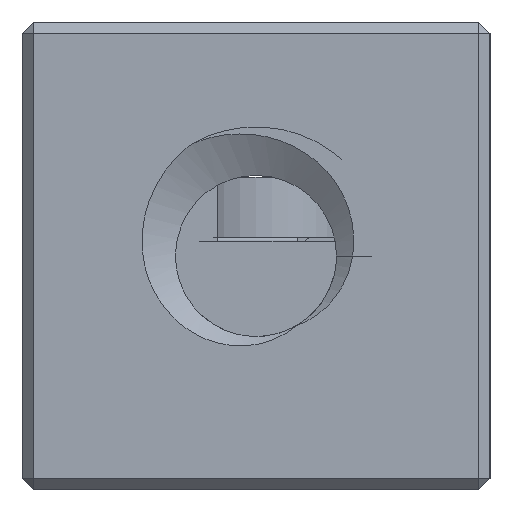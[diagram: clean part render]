
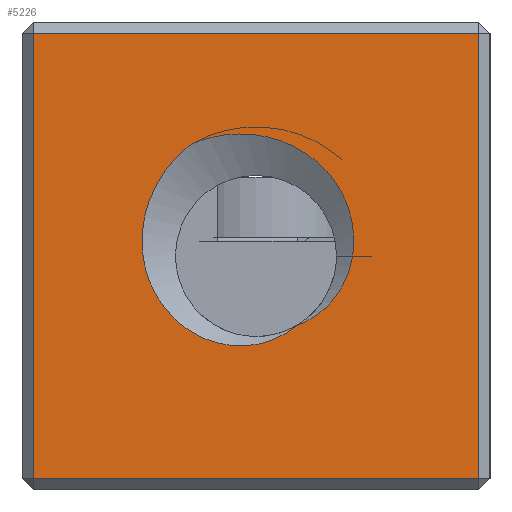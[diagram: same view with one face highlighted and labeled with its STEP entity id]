
A CAD part, left-side view. The second image highlights one B-rep face of the part: STEP entity #5226.
In plain terms, the highlighted planar face has unit normal (-1, 0, 0).
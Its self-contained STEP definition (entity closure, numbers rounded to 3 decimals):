
#1338 = VERTEX_POINT('',#1339);
#1339 = CARTESIAN_POINT('',(-37.5,-5.95,0.3));
#1345 = EDGE_CURVE('',#1346,#1338,#1348,.T.);
#1346 = VERTEX_POINT('',#1347);
#1347 = CARTESIAN_POINT('',(-37.5,5.95,0.3));
#1348 = LINE('',#1349,#1350);
#1349 = CARTESIAN_POINT('',(-37.5,6.25,0.3));
#1350 = VECTOR('',#1351,1.);
#1351 = DIRECTION('',(0.,-1.,0.));
#5226 = ADVANCED_FACE('',(#5227,#5252),#5340,.F.);
#5227 = FACE_BOUND('',#5228,.F.);
#5228 = EDGE_LOOP('',(#5229,#5239,#5245,#5246));
#5229 = ORIENTED_EDGE('',*,*,#5230,.T.);
#5230 = EDGE_CURVE('',#5231,#5233,#5235,.T.);
#5231 = VERTEX_POINT('',#5232);
#5232 = CARTESIAN_POINT('',(-37.5,5.95,12.2));
#5233 = VERTEX_POINT('',#5234);
#5234 = CARTESIAN_POINT('',(-37.5,-5.95,12.2));
#5235 = LINE('',#5236,#5237);
#5236 = CARTESIAN_POINT('',(-37.5,6.25,12.2));
#5237 = VECTOR('',#5238,1.);
#5238 = DIRECTION('',(0.,-1.,0.));
#5239 = ORIENTED_EDGE('',*,*,#5240,.F.);
#5240 = EDGE_CURVE('',#1338,#5233,#5241,.T.);
#5241 = LINE('',#5242,#5243);
#5242 = CARTESIAN_POINT('',(-37.5,-5.95,0.));
#5243 = VECTOR('',#5244,1.);
#5244 = DIRECTION('',(0.,0.,1.));
#5245 = ORIENTED_EDGE('',*,*,#1345,.F.);
#5246 = ORIENTED_EDGE('',*,*,#5247,.T.);
#5247 = EDGE_CURVE('',#1346,#5231,#5248,.T.);
#5248 = LINE('',#5249,#5250);
#5249 = CARTESIAN_POINT('',(-37.5,5.95,0.));
#5250 = VECTOR('',#5251,1.);
#5251 = DIRECTION('',(0.,0.,1.));
#5252 = FACE_BOUND('',#5253,.F.);
#5253 = EDGE_LOOP('',(#5254,#5273,#5300));
#5254 = ORIENTED_EDGE('',*,*,#5255,.F.);
#5255 = EDGE_CURVE('',#5256,#5258,#5260,.T.);
#5256 = VERTEX_POINT('',#5257);
#5257 = CARTESIAN_POINT('',(-37.5,-2.584,6.25));
#5258 = VERTEX_POINT('',#5259);
#5259 = CARTESIAN_POINT('',(-37.5,-1.075,4.387));
#5260 = B_SPLINE_CURVE_WITH_KNOTS('',6,(#5261,#5262,#5263,#5264,#5265,
    #5266,#5267,#5268,#5269,#5270,#5271,#5272),.UNSPECIFIED.,.F.,.F.,(7,
    5,7),(0.,0.543,1.),.UNSPECIFIED.);
#5261 = CARTESIAN_POINT('',(-37.5,-2.584,6.25));
#5262 = CARTESIAN_POINT('',(-37.5,-2.547,6.022));
#5263 = CARTESIAN_POINT('',(-37.5,-2.486,5.798));
#5264 = CARTESIAN_POINT('',(-37.5,-2.401,5.582));
#5265 = CARTESIAN_POINT('',(-37.5,-2.291,5.378));
#5266 = CARTESIAN_POINT('',(-37.5,-2.16,5.189));
#5267 = CARTESIAN_POINT('',(-37.5,-1.883,4.875));
#5268 = CARTESIAN_POINT('',(-37.5,-1.742,4.745));
#5269 = CARTESIAN_POINT('',(-37.5,-1.589,4.629));
#5270 = CARTESIAN_POINT('',(-37.5,-1.425,4.53));
#5271 = CARTESIAN_POINT('',(-37.5,-1.253,4.449));
#5272 = CARTESIAN_POINT('',(-37.5,-1.075,4.387));
#5273 = ORIENTED_EDGE('',*,*,#5274,.T.);
#5274 = EDGE_CURVE('',#5256,#5275,#5277,.T.);
#5275 = VERTEX_POINT('',#5276);
#5276 = CARTESIAN_POINT('',(-37.5,1.725,9.238));
#5277 = B_SPLINE_CURVE_WITH_KNOTS('',6,(#5278,#5279,#5280,#5281,#5282,
    #5283,#5284,#5285,#5286,#5287,#5288,#5289,#5290,#5291,#5292,#5293,
    #5294,#5295,#5296,#5297,#5298,#5299),.UNSPECIFIED.,.F.,.F.,(7,5,5,5,
    7),(0.,0.195,0.421,0.685,1.),
  .UNSPECIFIED.);
#5278 = CARTESIAN_POINT('',(-37.5,-2.584,6.25));
#5279 = CARTESIAN_POINT('',(-37.5,-2.616,6.451));
#5280 = CARTESIAN_POINT('',(-37.5,-2.629,6.655));
#5281 = CARTESIAN_POINT('',(-37.5,-2.623,6.86));
#5282 = CARTESIAN_POINT('',(-37.5,-2.598,7.064));
#5283 = CARTESIAN_POINT('',(-37.5,-2.554,7.265));
#5284 = CARTESIAN_POINT('',(-37.5,-2.421,7.688));
#5285 = CARTESIAN_POINT('',(-37.5,-2.326,7.908));
#5286 = CARTESIAN_POINT('',(-37.5,-2.209,8.117));
#5287 = CARTESIAN_POINT('',(-37.5,-2.071,8.314));
#5288 = CARTESIAN_POINT('',(-37.5,-1.914,8.497));
#5289 = CARTESIAN_POINT('',(-37.5,-1.538,8.857));
#5290 = CARTESIAN_POINT('',(-37.5,-1.312,9.028));
#5291 = CARTESIAN_POINT('',(-37.5,-1.068,9.173));
#5292 = CARTESIAN_POINT('',(-37.5,-0.808,9.291));
#5293 = CARTESIAN_POINT('',(-37.5,-0.538,9.38));
#5294 = CARTESIAN_POINT('',(-37.5,0.068,9.509));
#5295 = CARTESIAN_POINT('',(-37.5,0.407,9.538));
#5296 = CARTESIAN_POINT('',(-37.5,0.748,9.524));
#5297 = CARTESIAN_POINT('',(-37.5,1.086,9.467));
#5298 = CARTESIAN_POINT('',(-37.5,1.413,9.371));
#5299 = CARTESIAN_POINT('',(-37.5,1.725,9.238));
#5300 = ORIENTED_EDGE('',*,*,#5301,.F.);
#5301 = EDGE_CURVE('',#5258,#5275,#5302,.T.);
#5302 = B_SPLINE_CURVE_WITH_KNOTS('',6,(#5303,#5304,#5305,#5306,#5307,
    #5308,#5309,#5310,#5311,#5312,#5313,#5314,#5315,#5316,#5317,#5318,
    #5319,#5320,#5321,#5322,#5323,#5324,#5325,#5326,#5327,#5328,#5329,
    #5330,#5331,#5332,#5333,#5334,#5335,#5336,#5337,#5338,#5339),
  .UNSPECIFIED.,.F.,.F.,(7,5,5,5,5,5,5,7),(0.,0.171,
    0.27,0.381,0.506,0.649,
    0.811,1.),.UNSPECIFIED.);
#5303 = CARTESIAN_POINT('',(-37.5,-1.075,4.387));
#5304 = CARTESIAN_POINT('',(-37.5,-0.892,4.228));
#5305 = CARTESIAN_POINT('',(-37.5,-0.686,4.094));
#5306 = CARTESIAN_POINT('',(-37.5,-0.462,3.988));
#5307 = CARTESIAN_POINT('',(-37.5,-0.225,3.911));
#5308 = CARTESIAN_POINT('',(-37.5,0.02,3.866));
#5309 = CARTESIAN_POINT('',(-37.5,0.411,3.843));
#5310 = CARTESIAN_POINT('',(-37.5,0.557,3.845));
#5311 = CARTESIAN_POINT('',(-37.5,0.702,3.857));
#5312 = CARTESIAN_POINT('',(-37.5,0.846,3.88));
#5313 = CARTESIAN_POINT('',(-37.5,0.988,3.913));
#5314 = CARTESIAN_POINT('',(-37.5,1.282,4.003));
#5315 = CARTESIAN_POINT('',(-37.5,1.435,4.063));
#5316 = CARTESIAN_POINT('',(-37.5,1.582,4.134));
#5317 = CARTESIAN_POINT('',(-37.5,1.724,4.216));
#5318 = CARTESIAN_POINT('',(-37.5,1.86,4.308));
#5319 = CARTESIAN_POINT('',(-37.5,2.133,4.526));
#5320 = CARTESIAN_POINT('',(-37.5,2.268,4.654));
#5321 = CARTESIAN_POINT('',(-37.5,2.393,4.793));
#5322 = CARTESIAN_POINT('',(-37.5,2.507,4.941));
#5323 = CARTESIAN_POINT('',(-37.5,2.608,5.099));
#5324 = CARTESIAN_POINT('',(-37.5,2.798,5.45));
#5325 = CARTESIAN_POINT('',(-37.5,2.881,5.646));
#5326 = CARTESIAN_POINT('',(-37.5,2.948,5.849));
#5327 = CARTESIAN_POINT('',(-37.5,2.997,6.058));
#5328 = CARTESIAN_POINT('',(-37.5,3.027,6.27));
#5329 = CARTESIAN_POINT('',(-37.5,3.054,6.726));
#5330 = CARTESIAN_POINT('',(-37.5,3.045,6.97));
#5331 = CARTESIAN_POINT('',(-37.5,3.012,7.214));
#5332 = CARTESIAN_POINT('',(-37.5,2.957,7.453));
#5333 = CARTESIAN_POINT('',(-37.5,2.879,7.686));
#5334 = CARTESIAN_POINT('',(-37.5,2.668,8.172));
#5335 = CARTESIAN_POINT('',(-37.5,2.526,8.421));
#5336 = CARTESIAN_POINT('',(-37.5,2.358,8.655));
#5337 = CARTESIAN_POINT('',(-37.5,2.166,8.871));
#5338 = CARTESIAN_POINT('',(-37.5,1.954,9.066));
#5339 = CARTESIAN_POINT('',(-37.5,1.725,9.238));
#5340 = PLANE('',#5341);
#5341 = AXIS2_PLACEMENT_3D('',#5342,#5343,#5344);
#5342 = CARTESIAN_POINT('',(-37.5,6.25,0.));
#5343 = DIRECTION('',(1.,0.,0.));
#5344 = DIRECTION('',(0.,-1.,0.));
